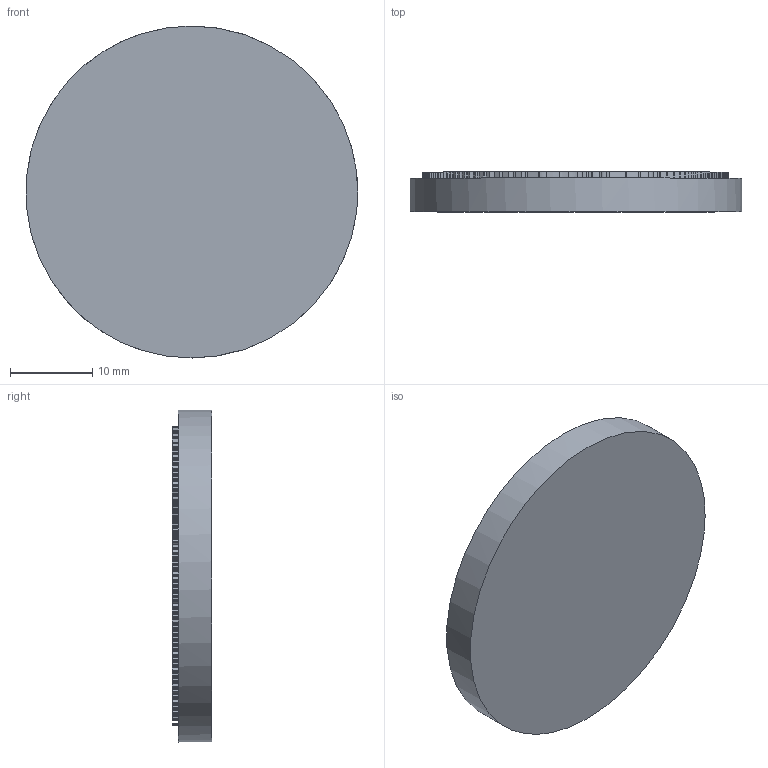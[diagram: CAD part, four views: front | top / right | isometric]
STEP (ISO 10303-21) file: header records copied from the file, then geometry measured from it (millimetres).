
FILE_DESCRIPTION(('FreeCAD Model'),'2;1');
FILE_NAME('Open CASCADE Shape Model','2025-05-04T11:40:25',('FreeCAD'),( 'FreeCAD'),'Open CASCADE STEP processor 7.6','FreeCAD','Unknown');
FILE_SCHEMA(('AUTOMOTIVE_DESIGN { 1 0 10303 214 1 1 1 1 }'));
Products named in the file (1): Open CASCADE STEP translator 7.6 1
Bounding box: 40.23 x 4.82 x 40.29 mm (x, y, z)
Volume: 5643.3 mm3; surface area: 5582.6 mm2
Topology: 1 solids, 1 shells, 2839 faces, 8352 edges, 5568 vertices
Faces by surface type: bspline 2839
Entity records: 105419 total; most frequent: CARTESIAN_POINT 55303, ORIENTED_EDGE 16704, EDGE_CURVE 8352, B_SPLINE_CURVE_WITH_KNOTS 8126, VERTEX_POINT 5568, FACE_BOUND 2892, EDGE_LOOP 2892, ADVANCED_FACE 2839
